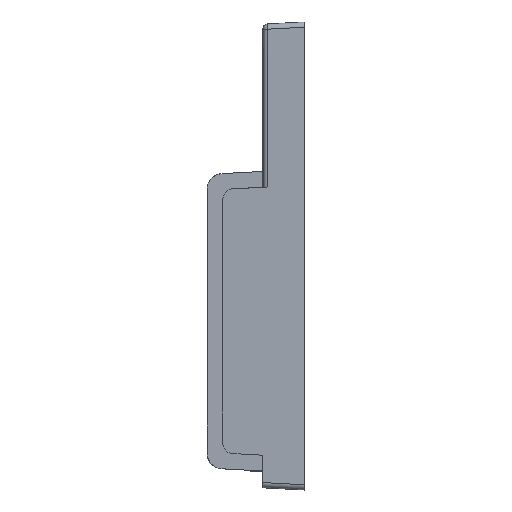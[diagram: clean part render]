
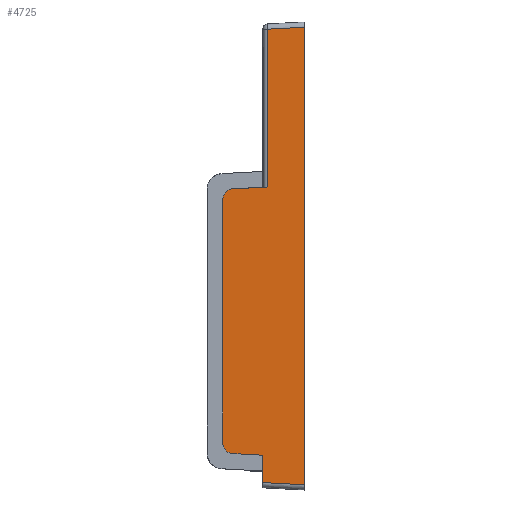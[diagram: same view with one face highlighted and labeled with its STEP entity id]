
A CAD part, left-side view. The second image highlights one B-rep face of the part: STEP entity #4725.
In plain terms, the highlighted planar face has unit normal (-0.999, 0.052, 0).
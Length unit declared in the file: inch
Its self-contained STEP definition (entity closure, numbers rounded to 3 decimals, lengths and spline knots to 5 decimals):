
#196=ELLIPSE('',#5116,0.03942,0.03937);
#197=ELLIPSE('',#5117,0.03942,0.03937);
#227=PLANE('',#5115);
#403=FACE_OUTER_BOUND('',#686,.T.);
#686=EDGE_LOOP('',(#3477,#3478,#3479,#3480,#3481,#3482,#3483,#3484,#3485,
#3486));
#923=LINE('',#6942,#1329);
#959=LINE('',#8644,#1365);
#978=LINE('',#8906,#1384);
#983=LINE('',#8998,#1389);
#984=LINE('',#9002,#1390);
#985=LINE('',#9003,#1391);
#986=LINE('',#9005,#1392);
#987=LINE('',#9006,#1393);
#1329=VECTOR('',#5509,1.71265);
#1365=VECTOR('',#5645,0.15791);
#1384=VECTOR('',#5802,0.13921);
#1389=VECTOR('',#5857,0.91261);
#1390=VECTOR('',#5860,0.1126);
#1391=VECTOR('',#5861,0.10247);
#1392=VECTOR('',#5862,0.59066);
#1393=VECTOR('',#5863,0.13131);
#1963=VERTEX_POINT('',#6939);
#1964=VERTEX_POINT('',#6941);
#2058=VERTEX_POINT('',#8640);
#2097=VERTEX_POINT('',#8904);
#2107=VERTEX_POINT('',#8994);
#2108=VERTEX_POINT('',#8995);
#2109=VERTEX_POINT('',#8997);
#2110=VERTEX_POINT('',#8999);
#2111=VERTEX_POINT('',#9001);
#2112=VERTEX_POINT('',#9004);
#2434=EDGE_CURVE('',#1963,#1964,#923,.T.);
#2545=EDGE_CURVE('',#1964,#2058,#959,.T.);
#2611=EDGE_CURVE('',#2097,#1963,#978,.T.);
#2631=EDGE_CURVE('',#2107,#2108,#196,.T.);
#2632=EDGE_CURVE('',#2109,#2107,#983,.T.);
#2633=EDGE_CURVE('',#2110,#2109,#197,.T.);
#2634=EDGE_CURVE('',#2111,#2110,#984,.T.);
#2635=EDGE_CURVE('',#2058,#2111,#985,.T.);
#2636=EDGE_CURVE('',#2112,#2097,#986,.T.);
#2637=EDGE_CURVE('',#2108,#2112,#987,.T.);
#3477=ORIENTED_EDGE('',*,*,#2631,.F.);
#3478=ORIENTED_EDGE('',*,*,#2632,.F.);
#3479=ORIENTED_EDGE('',*,*,#2633,.F.);
#3480=ORIENTED_EDGE('',*,*,#2634,.F.);
#3481=ORIENTED_EDGE('',*,*,#2635,.F.);
#3482=ORIENTED_EDGE('',*,*,#2545,.F.);
#3483=ORIENTED_EDGE('',*,*,#2434,.F.);
#3484=ORIENTED_EDGE('',*,*,#2611,.F.);
#3485=ORIENTED_EDGE('',*,*,#2636,.F.);
#3486=ORIENTED_EDGE('',*,*,#2637,.F.);
#4725=ADVANCED_FACE('',(#403),#227,.F.);
#5115=AXIS2_PLACEMENT_3D('',#8993,#5853,#5854);
#5116=AXIS2_PLACEMENT_3D('',#8996,#5855,#5856);
#5117=AXIS2_PLACEMENT_3D('',#9000,#5858,#5859);
#5509=DIRECTION('',(0.,0.,-1.));
#5645=DIRECTION('',(0.052,0.997,0.052));
#5802=DIRECTION('',(-0.052,-0.997,0.052));
#5853=DIRECTION('center_axis',(0.999,-0.052,0.));
#5854=DIRECTION('ref_axis',(0.,0.,-1.));
#5855=DIRECTION('center_axis',(0.999,-0.052,0.));
#5856=DIRECTION('ref_axis',(0.052,0.999,0.));
#5857=DIRECTION('',(0.,0.,1.));
#5858=DIRECTION('center_axis',(0.999,-0.052,0.));
#5859=DIRECTION('ref_axis',(0.052,0.999,0.));
#5860=DIRECTION('',(0.052,0.997,0.052));
#5861=DIRECTION('',(0.,0.,1.));
#5862=DIRECTION('',(0.,0.,1.));
#5863=DIRECTION('',(-0.052,-0.997,0.052));
#6939=CARTESIAN_POINT('',(-0.51181,0.,1.01381));
#6941=CARTESIAN_POINT('',(-0.51181,0.,-0.69885));
#6942=CARTESIAN_POINT('',(-0.51181,0.,1.01381));
#8640=CARTESIAN_POINT('',(-0.50356,0.15748,-0.69059));
#8644=CARTESIAN_POINT('',(-0.51181,0.,-0.69885));
#8904=CARTESIAN_POINT('',(-0.50454,0.13883,1.00653));
#8906=CARTESIAN_POINT('',(-0.50454,0.13883,1.00653));
#8993=CARTESIAN_POINT('Origin',(-0.51181,0.,1.05821));
#8994=CARTESIAN_POINT('',(-0.49572,0.30709,0.36969));
#8995=CARTESIAN_POINT('',(-0.49767,0.26978,0.40901));
#8996=CARTESIAN_POINT('Origin',(-0.49778,0.26772,0.36969));
#8997=CARTESIAN_POINT('',(-0.49572,0.30709,-0.54292));
#8998=CARTESIAN_POINT('',(-0.49572,0.30709,-0.54292));
#8999=CARTESIAN_POINT('',(-0.49767,0.26978,-0.58224));
#9000=CARTESIAN_POINT('Origin',(-0.49778,0.26772,-0.54292));
#9001=CARTESIAN_POINT('',(-0.50356,0.15748,-0.58812));
#9002=CARTESIAN_POINT('',(-0.50356,0.15748,-0.58812));
#9003=CARTESIAN_POINT('',(-0.50356,0.15748,-0.69059));
#9004=CARTESIAN_POINT('',(-0.50454,0.13883,0.41587));
#9005=CARTESIAN_POINT('',(-0.50454,0.13883,0.41587));
#9006=CARTESIAN_POINT('',(-0.49767,0.26978,0.40901));
